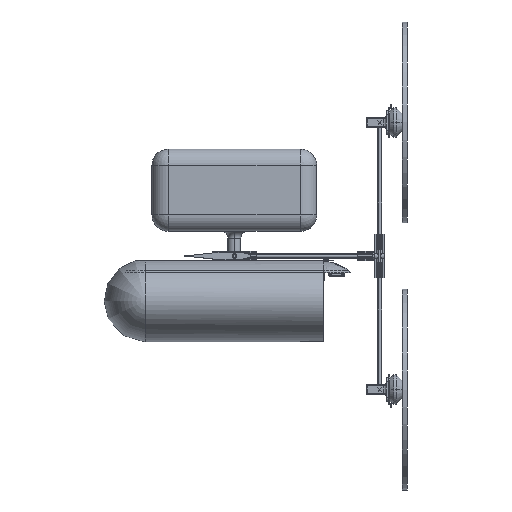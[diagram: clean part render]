
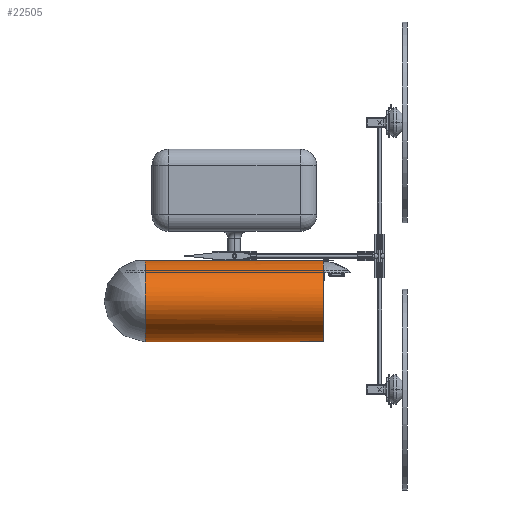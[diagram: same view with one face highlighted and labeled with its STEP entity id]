
A CAD part, front view. The second image highlights one B-rep face of the part: STEP entity #22505.
In plain terms, the highlighted face is a extrusion surface.
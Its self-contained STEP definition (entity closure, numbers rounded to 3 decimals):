
#22277=CARTESIAN_POINT('',(-135.,95.,0.));
#22278=CARTESIAN_POINT('',(-135.,95.,-4.091));
#22279=CARTESIAN_POINT('',(-135.,93.775,-12.272));
#22280=CARTESIAN_POINT('',(-135.,88.334,-24.072));
#22281=CARTESIAN_POINT('',(-135.,79.499,-34.947));
#22282=CARTESIAN_POINT('',(-135.,67.608,-44.479));
#22283=CARTESIAN_POINT('',(-135.,53.119,-52.302));
#22284=CARTESIAN_POINT('',(-135.,36.589,-58.115));
#22285=CARTESIAN_POINT('',(-135.,18.653,-61.694));
#22286=CARTESIAN_POINT('',(-135.,0.,-62.903));
#22287=CARTESIAN_POINT('',(-135.,-18.653,-61.694));
#22288=CARTESIAN_POINT('',(-135.,-36.589,-58.115));
#22289=CARTESIAN_POINT('',(-135.,-53.119,-52.302));
#22290=CARTESIAN_POINT('',(-135.,-67.608,-44.479));
#22291=CARTESIAN_POINT('',(-135.,-79.499,-34.947));
#22292=CARTESIAN_POINT('',(-135.,-88.334,-24.072));
#22293=CARTESIAN_POINT('',(-135.,-93.775,-12.272));
#22294=CARTESIAN_POINT('',(-135.,-95.,-4.091));
#22295=CARTESIAN_POINT('',(-135.,-95.,0.));
#22297=CARTESIAN_POINT('',(-135.,-95.,0.));
#22298=CARTESIAN_POINT('',(-135.,-95.,3.43));
#22299=CARTESIAN_POINT('',(-135.,-94.14,10.29));
#22300=CARTESIAN_POINT('',(-135.,-90.303,20.302));
#22301=CARTESIAN_POINT('',(-135.,-84.024,29.765));
#22302=CARTESIAN_POINT('',(-135.,-75.473,38.422));
#22303=CARTESIAN_POINT('',(-135.,-64.88,46.041));
#22304=CARTESIAN_POINT('',(-135.,-52.533,52.414));
#22305=CARTESIAN_POINT('',(-135.,-38.765,57.37));
#22306=CARTESIAN_POINT('',(-135.,-28.887,59.639));
#22307=CARTESIAN_POINT('',(-135.,-23.84,60.5));
#22309=DIRECTION('',(1.,0.,0.));
#22310=VECTOR('',#22309,270.);
#22311=CARTESIAN_POINT('',(-135.,-23.84,60.5));
#22312=LINE('',#22311,#22310);
#22313=CARTESIAN_POINT('',(135.,-23.84,60.5));
#22314=CARTESIAN_POINT('',(135.,-28.887,59.639));
#22315=CARTESIAN_POINT('',(135.,-38.765,57.37));
#22316=CARTESIAN_POINT('',(135.,-52.533,52.414));
#22317=CARTESIAN_POINT('',(135.,-64.88,46.041));
#22318=CARTESIAN_POINT('',(135.,-75.473,38.422));
#22319=CARTESIAN_POINT('',(135.,-84.024,29.765));
#22320=CARTESIAN_POINT('',(135.,-90.303,20.302));
#22321=CARTESIAN_POINT('',(135.,-94.14,10.29));
#22322=CARTESIAN_POINT('',(135.,-95.,3.43));
#22323=CARTESIAN_POINT('',(135.,-95.,0.));
#22325=CARTESIAN_POINT('',(135.,-95.,0.));
#22326=CARTESIAN_POINT('',(135.,-95.,-4.091));
#22327=CARTESIAN_POINT('',(135.,-93.775,-12.272));
#22328=CARTESIAN_POINT('',(135.,-88.334,-24.072));
#22329=CARTESIAN_POINT('',(135.,-79.499,-34.947));
#22330=CARTESIAN_POINT('',(135.,-67.608,-44.479));
#22331=CARTESIAN_POINT('',(135.,-53.119,-52.302));
#22332=CARTESIAN_POINT('',(135.,-36.589,-58.115));
#22333=CARTESIAN_POINT('',(135.,-18.653,-61.694));
#22334=CARTESIAN_POINT('',(135.,0.,-62.903));
#22335=CARTESIAN_POINT('',(135.,18.653,-61.694));
#22336=CARTESIAN_POINT('',(135.,36.589,-58.115));
#22337=CARTESIAN_POINT('',(135.,53.119,-52.302));
#22338=CARTESIAN_POINT('',(135.,67.608,-44.479));
#22339=CARTESIAN_POINT('',(135.,79.499,-34.947));
#22340=CARTESIAN_POINT('',(135.,88.334,-24.072));
#22341=CARTESIAN_POINT('',(135.,93.775,-12.272));
#22342=CARTESIAN_POINT('',(135.,95.,-4.091));
#22343=CARTESIAN_POINT('',(135.,95.,0.));
#22345=CARTESIAN_POINT('',(135.,95.,0.));
#22346=CARTESIAN_POINT('',(135.,95.,3.43));
#22347=CARTESIAN_POINT('',(135.,94.14,10.29));
#22348=CARTESIAN_POINT('',(135.,90.303,20.302));
#22349=CARTESIAN_POINT('',(135.,84.024,29.765));
#22350=CARTESIAN_POINT('',(135.,75.473,38.422));
#22351=CARTESIAN_POINT('',(135.,64.88,46.041));
#22352=CARTESIAN_POINT('',(135.,52.533,52.414));
#22353=CARTESIAN_POINT('',(135.,38.765,57.37));
#22354=CARTESIAN_POINT('',(135.,28.887,59.639));
#22355=CARTESIAN_POINT('',(135.,23.84,60.5));
#22357=DIRECTION('',(1.,0.,0.));
#22358=VECTOR('',#22357,270.);
#22359=CARTESIAN_POINT('',(-135.,23.84,60.5));
#22360=LINE('',#22359,#22358);
#22361=CARTESIAN_POINT('',(-135.,23.84,60.5));
#22362=CARTESIAN_POINT('',(-135.,28.887,59.639));
#22363=CARTESIAN_POINT('',(-135.,38.765,57.37));
#22364=CARTESIAN_POINT('',(-135.,52.533,52.414));
#22365=CARTESIAN_POINT('',(-135.,64.88,46.041));
#22366=CARTESIAN_POINT('',(-135.,75.473,38.422));
#22367=CARTESIAN_POINT('',(-135.,84.024,29.765));
#22368=CARTESIAN_POINT('',(-135.,90.303,20.302));
#22369=CARTESIAN_POINT('',(-135.,94.14,10.29));
#22370=CARTESIAN_POINT('',(-135.,95.,3.43));
#22371=CARTESIAN_POINT('',(-135.,95.,0.));
#22467=VERTEX_POINT('',#22325);
#22468=VERTEX_POINT('',#22343);
#22469=VERTEX_POINT('',#22277);
#22470=VERTEX_POINT('',#22295);
#22471=CARTESIAN_POINT('',(-135.,23.84,60.5));
#22472=CARTESIAN_POINT('',(135.,23.84,60.5));
#22473=VERTEX_POINT('',#22471);
#22474=VERTEX_POINT('',#22472);
#22475=CARTESIAN_POINT('',(-135.,-23.84,60.5));
#22476=CARTESIAN_POINT('',(135.,-23.84,60.5));
#22477=VERTEX_POINT('',#22475);
#22478=VERTEX_POINT('',#22476);
#22479=CARTESIAN_POINT('',(-135.,0.,0.));
#22480=DIRECTION('',(1.,0.,0.));
#22481=DIRECTION('',(0.,-1.,0.));
#22482=AXIS2_PLACEMENT_3D('',#22479,#22480,#22481);
#22484=DIRECTION('',(1.,0.,0.));
#22485=VECTOR('',#22484,1.);
#22486=SURFACE_OF_LINEAR_EXTRUSION('',#22483,#22485);
#22488=ORIENTED_EDGE('',*,*,#22487,.T.);
#22490=ORIENTED_EDGE('',*,*,#22489,.T.);
#22492=ORIENTED_EDGE('',*,*,#22491,.T.);
#22494=ORIENTED_EDGE('',*,*,#22493,.T.);
#22496=ORIENTED_EDGE('',*,*,#22495,.T.);
#22498=ORIENTED_EDGE('',*,*,#22497,.T.);
#22500=ORIENTED_EDGE('',*,*,#22499,.F.);
#22502=ORIENTED_EDGE('',*,*,#22501,.T.);
#22503=EDGE_LOOP('',(#22488,#22490,#22492,#22494,#22496,#22498,#22500,#22502));
#22504=FACE_OUTER_BOUND('',#22503,.F.);
#22505=ADVANCED_FACE('',(#22504),#22486,.T.);
#22296=B_SPLINE_CURVE_WITH_KNOTS('',3,(#22277,#22278,#22279,#22280,#22281,
#22282,#22283,#22284,#22285,#22286,#22287,#22288,#22289,#22290,#22291,#22292,
#22293,#22294,#22295),.UNSPECIFIED.,.F.,.F.,(4,1,1,1,1,1,1,1,1,1,1,1,1,1,1,1,4),
(0.,0.063,0.125,0.188,0.25,0.313,0.375,0.438,0.5,0.563,
0.625,0.688,0.75,0.813,0.875,0.938,1.),.UNSPECIFIED.);
#22308=B_SPLINE_CURVE_WITH_KNOTS('',3,(#22297,#22298,#22299,#22300,#22301,
#22302,#22303,#22304,#22305,#22306,#22307),.UNSPECIFIED.,.F.,.F.,(4,1,1,1,1,1,1,
1,4),(0.,0.125,0.25,0.375,0.5,0.625,0.75,0.875,1.),
.UNSPECIFIED.);
#22324=B_SPLINE_CURVE_WITH_KNOTS('',3,(#22313,#22314,#22315,#22316,#22317,
#22318,#22319,#22320,#22321,#22322,#22323),.UNSPECIFIED.,.F.,.F.,(4,1,1,1,1,1,1,
1,4),(0.,0.125,0.25,0.375,0.5,0.625,0.75,0.875,1.),
.UNSPECIFIED.);
#22344=B_SPLINE_CURVE_WITH_KNOTS('',3,(#22325,#22326,#22327,#22328,#22329,
#22330,#22331,#22332,#22333,#22334,#22335,#22336,#22337,#22338,#22339,#22340,
#22341,#22342,#22343),.UNSPECIFIED.,.F.,.F.,(4,1,1,1,1,1,1,1,1,1,1,1,1,1,1,1,4),
(0.,0.063,0.125,0.188,0.25,0.313,0.375,0.438,0.5,0.563,
0.625,0.688,0.75,0.813,0.875,0.938,1.),.UNSPECIFIED.);
#22356=B_SPLINE_CURVE_WITH_KNOTS('',3,(#22345,#22346,#22347,#22348,#22349,
#22350,#22351,#22352,#22353,#22354,#22355),.UNSPECIFIED.,.F.,.F.,(4,1,1,1,1,1,1,
1,4),(0.,0.125,0.25,0.375,0.5,0.625,0.75,0.875,1.),
.UNSPECIFIED.);
#22372=B_SPLINE_CURVE_WITH_KNOTS('',3,(#22361,#22362,#22363,#22364,#22365,
#22366,#22367,#22368,#22369,#22370,#22371),.UNSPECIFIED.,.F.,.F.,(4,1,1,1,1,1,1,
1,4),(0.,0.125,0.25,0.375,0.5,0.625,0.75,0.875,1.),
.UNSPECIFIED.);
#22483=ELLIPSE('',#22482,95.,62.5);
#22487=EDGE_CURVE('',#22469,#22470,#22296,.T.);
#22489=EDGE_CURVE('',#22470,#22477,#22308,.T.);
#22491=EDGE_CURVE('',#22477,#22478,#22312,.T.);
#22493=EDGE_CURVE('',#22478,#22467,#22324,.T.);
#22495=EDGE_CURVE('',#22467,#22468,#22344,.T.);
#22497=EDGE_CURVE('',#22468,#22474,#22356,.T.);
#22499=EDGE_CURVE('',#22473,#22474,#22360,.T.);
#22501=EDGE_CURVE('',#22473,#22469,#22372,.T.);
